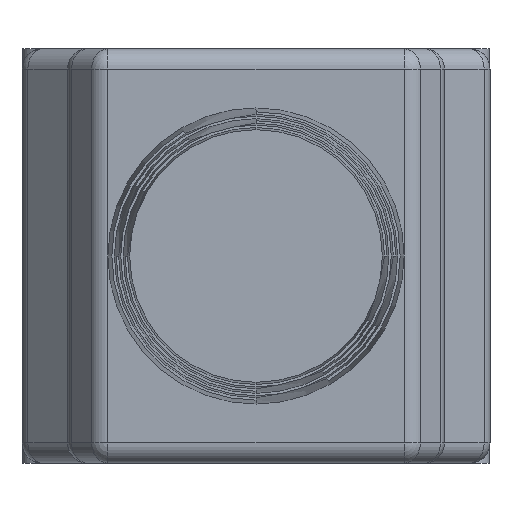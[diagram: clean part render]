
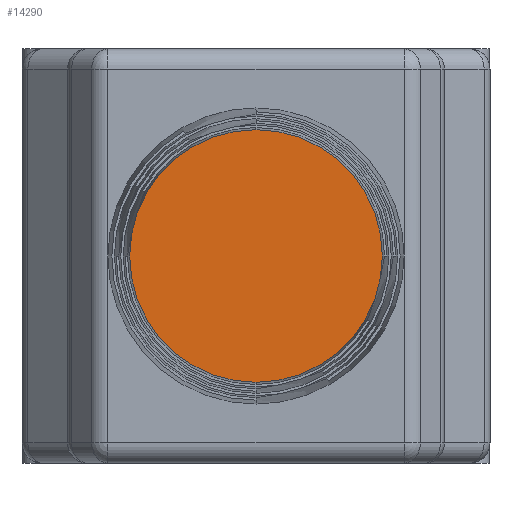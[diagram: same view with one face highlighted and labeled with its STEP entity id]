
A CAD part, front view. The second image highlights one B-rep face of the part: STEP entity #14290.
In plain terms, the highlighted planar face has unit normal (0, -1, 0).
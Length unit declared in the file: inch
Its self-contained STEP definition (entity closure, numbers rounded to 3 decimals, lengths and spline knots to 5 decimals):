
#394 = DIRECTION ( 'NONE',  ( 0., 0., -1. ) ) ;
#456 = ORIENTED_EDGE ( 'NONE', *, *, #9616, .T. ) ;
#1593 = DIRECTION ( 'NONE',  ( 0., -1., 0. ) ) ;
#1740 = CARTESIAN_POINT ( 'NONE',  ( 0., -0.41, 0.33001 ) ) ;
#2998 = VERTEX_POINT ( 'NONE', #3970 ) ;
#3172 = ORIENTED_EDGE ( 'NONE', *, *, #12065, .T. ) ;
#3614 = AXIS2_PLACEMENT_3D ( 'NONE', #11647, #1593, #12773 ) ;
#3809 = PLANE ( 'NONE',  #3614 ) ;
#3970 = CARTESIAN_POINT ( 'NONE',  ( 0., -0.41, 0.07999 ) ) ;
#4842 = CARTESIAN_POINT ( 'NONE',  ( 0., -0.41, 0.205 ) ) ;
#5525 = VERTEX_POINT ( 'NONE', #1740 ) ;
#5945 = DIRECTION ( 'NONE',  ( 0., 0., -1. ) ) ;
#6980 = DIRECTION ( 'NONE',  ( 0., -1., 0. ) ) ;
#7157 = AXIS2_PLACEMENT_3D ( 'NONE', #4842, #12706, #5945 ) ;
#7936 = AXIS2_PLACEMENT_3D ( 'NONE', #13721, #6980, #394 ) ;
#8672 = CIRCLE ( 'NONE', #7936, 0.12501 ) ;
#9616 = EDGE_CURVE ( 'NONE', #2998, #5525, #8672, .T. ) ;
#9645 = FACE_OUTER_BOUND ( 'NONE', #12458, .T. ) ;
#11647 = CARTESIAN_POINT ( 'NONE',  ( 0., -0.41, 0.205 ) ) ;
#12065 = EDGE_CURVE ( 'NONE', #5525, #2998, #13014, .T. ) ;
#12458 = EDGE_LOOP ( 'NONE', ( #456, #3172 ) ) ;
#12706 = DIRECTION ( 'NONE',  ( 0., -1., 0. ) ) ;
#12773 = DIRECTION ( 'NONE',  ( 0., 0., -1. ) ) ;
#13014 = CIRCLE ( 'NONE', #7157, 0.12501 ) ;
#13721 = CARTESIAN_POINT ( 'NONE',  ( 0., -0.41, 0.205 ) ) ;
#14290 = ADVANCED_FACE ( 'NONE', ( #9645 ), #3809, .T. ) ;
